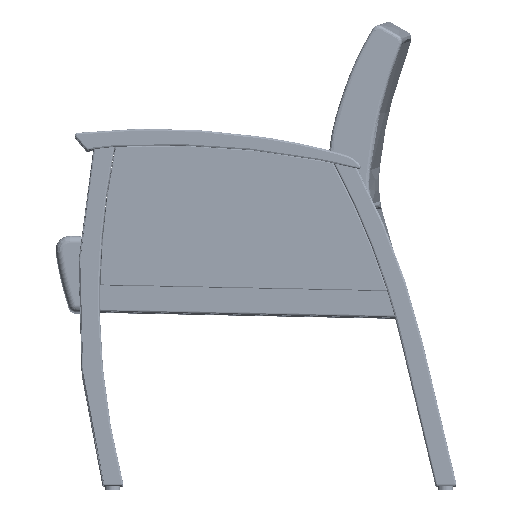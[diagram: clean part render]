
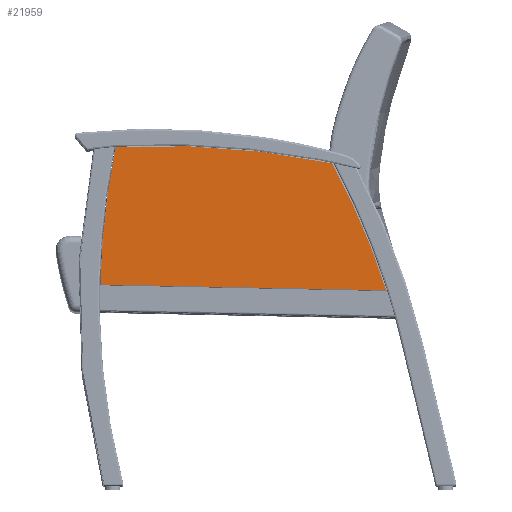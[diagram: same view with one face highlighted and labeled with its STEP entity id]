
A CAD part, top view. The second image highlights one B-rep face of the part: STEP entity #21959.
In plain terms, the highlighted planar face has unit normal (0, 0, 1).
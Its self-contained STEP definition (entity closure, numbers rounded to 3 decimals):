
#2419=PLANE('',#24592);
#3302=LINE('',#117563,#4196);
#4196=VECTOR('',#30632,20.361);
#6044=FACE_OUTER_BOUND('',#7915,.T.);
#7915=EDGE_LOOP('',(#19362,#19363,#19364,#19365));
#9212=CIRCLE('',#24590,53.107);
#9214=CIRCLE('',#24593,53.107);
#9215=CIRCLE('',#24594,59.771);
#11069=VERTEX_POINT('',#117528);
#11072=VERTEX_POINT('',#117548);
#11073=VERTEX_POINT('',#117565);
#11075=VERTEX_POINT('',#117584);
#13840=EDGE_CURVE('',#11072,#11069,#3302,.T.);
#13841=EDGE_CURVE('',#11069,#11073,#9212,.T.);
#13844=EDGE_CURVE('',#11075,#11072,#9214,.T.);
#13845=EDGE_CURVE('',#11073,#11075,#9215,.T.);
#19362=ORIENTED_EDGE('',*,*,#13840,.F.);
#19363=ORIENTED_EDGE('',*,*,#13844,.F.);
#19364=ORIENTED_EDGE('',*,*,#13845,.F.);
#19365=ORIENTED_EDGE('',*,*,#13841,.F.);
#21959=ADVANCED_FACE('',(#6044),#2419,.T.);
#24590=AXIS2_PLACEMENT_3D('',#117566,#30635,#30636);
#24592=AXIS2_PLACEMENT_3D('',#117583,#30639,#30640);
#24593=AXIS2_PLACEMENT_3D('',#117585,#30641,#30642);
#24594=AXIS2_PLACEMENT_3D('',#117586,#30643,#30644);
#30632=DIRECTION('',(-1.,0.02,0.));
#30635=DIRECTION('center_axis',(0.,0.,-1.));
#30636=DIRECTION('ref_axis',(-0.994,0.11,0.));
#30639=DIRECTION('center_axis',(0.,0.,1.));
#30640=DIRECTION('ref_axis',(1.,0.,0.));
#30641=DIRECTION('center_axis',(0.,0.,-1.));
#30642=DIRECTION('ref_axis',(0.921,0.39,0.));
#30643=DIRECTION('center_axis',(0.,0.,-1.));
#30644=DIRECTION('ref_axis',(0.068,0.998,0.));
#117528=CARTESIAN_POINT('',(-10.294,-4.614,0.813));
#117548=CARTESIAN_POINT('',(10.063,-5.024,0.813));
#117563=CARTESIAN_POINT('',(4.99,-4.922,0.813));
#117565=CARTESIAN_POINT('',(-9.201,5.166,0.813));
#117566=CARTESIAN_POINT('Origin',(42.804,-5.595,0.813));
#117583=CARTESIAN_POINT('Origin',(0.,0.,0.813));
#117584=CARTESIAN_POINT('',(6.211,4.023,0.813));
#117585=CARTESIAN_POINT('Origin',(-40.515,-21.216,0.813));
#117586=CARTESIAN_POINT('Origin',(-5.878,-54.512,0.813));
